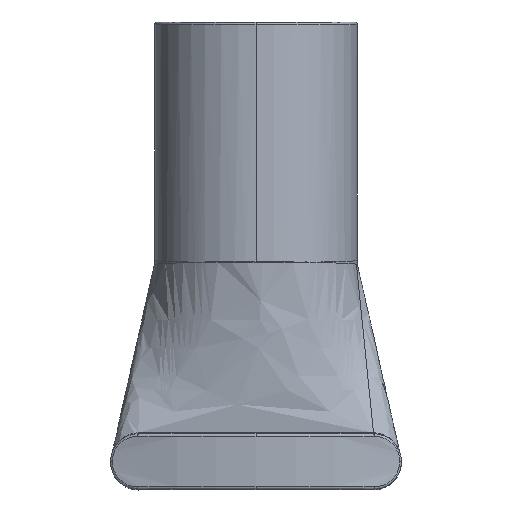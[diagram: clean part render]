
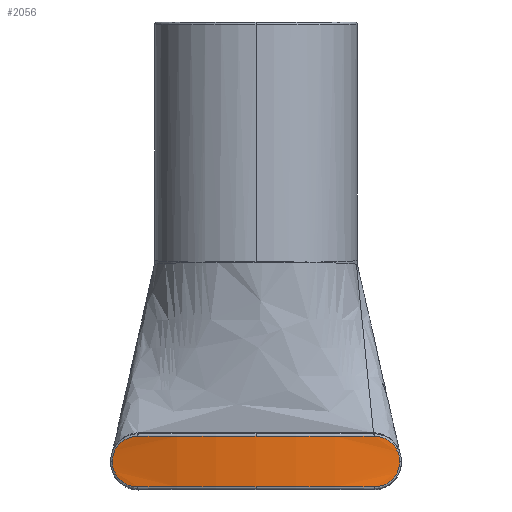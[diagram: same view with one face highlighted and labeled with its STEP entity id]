
A CAD part, top view. The second image highlights one B-rep face of the part: STEP entity #2056.
In plain terms, the highlighted cylindrical face has radius 18.241 mm (diameter 36.481 mm), a partial arc.
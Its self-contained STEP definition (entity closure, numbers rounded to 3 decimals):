
#16 = AXIS2_PLACEMENT_3D ( 'NONE', #2380, #1148, #3154 ) ;
#54 = DIRECTION ( 'NONE',  ( 0., -1., 0. ) ) ;
#83 = EDGE_CURVE ( 'NONE', #1600, #2193, #2972, .T. ) ;
#90 = CARTESIAN_POINT ( 'NONE',  ( 5.549, 1.613, 5.136 ) ) ;
#98 = ORIENTED_EDGE ( 'NONE', *, *, #2579, .T. ) ;
#123 = CARTESIAN_POINT ( 'NONE',  ( -5.473, 0.476, 5.16 ) ) ;
#125 = CARTESIAN_POINT ( 'NONE',  ( 4.936, 0.126, 5.32 ) ) ;
#155 = CARTESIAN_POINT ( 'NONE',  ( -5.681, 1.235, 5.093 ) ) ;
#214 = ORIENTED_EDGE ( 'NONE', *, *, #516, .T. ) ;
#273 = ORIENTED_EDGE ( 'NONE', *, *, #83, .T. ) ;
#296 = ORIENTED_EDGE ( 'NONE', *, *, #1951, .T. ) ;
#323 = FACE_OUTER_BOUND ( 'NONE', #519, .T. ) ;
#332 = EDGE_CURVE ( 'NONE', #976, #1221, #2687, .T. ) ;
#370 = CARTESIAN_POINT ( 'NONE',  ( -4.806, 2.1, 5.356 ) ) ;
#398 = AXIS2_PLACEMENT_3D ( 'NONE', #2295, #54, #2480 ) ;
#401 = CARTESIAN_POINT ( 'NONE',  ( 5.681, 0.965, 5.093 ) ) ;
#427 = EDGE_CURVE ( 'NONE', #1221, #1600, #1098, .T. ) ;
#487 = ORIENTED_EDGE ( 'NONE', *, *, #332, .T. ) ;
#516 = EDGE_CURVE ( 'NONE', #993, #2750, #2562, .T. ) ;
#519 = EDGE_LOOP ( 'NONE', ( #98, #487, #3108, #273, #296, #1959, #214, #847 ) ) ;
#592 = CARTESIAN_POINT ( 'NONE',  ( -4.676, 0.1, 5.391 ) ) ;
#625 = CARTESIAN_POINT ( 'NONE',  ( -5.681, 0.965, 5.093 ) ) ;
#628 = CARTESIAN_POINT ( 'NONE',  ( 5.175, 0.222, 5.251 ) ) ;
#657 = CARTESIAN_POINT ( 'NONE',  ( -5.175, 1.978, 5.251 ) ) ;
#702 = CARTESIAN_POINT ( 'NONE',  ( 0., 0.1, 6. ) ) ;
#780 = DIRECTION ( 'NONE',  ( 0., 1., 0. ) ) ;
#787 = CARTESIAN_POINT ( 'NONE',  ( 5.175, 1.978, 5.251 ) ) ;
#818 = DIRECTION ( 'NONE',  ( 0., 0., 1. ) ) ;
#847 = ORIENTED_EDGE ( 'NONE', *, *, #923, .T. ) ;
#886 = CARTESIAN_POINT ( 'NONE',  ( 0., 2.1, 6. ) ) ;
#923 = EDGE_CURVE ( 'NONE', #2750, #1906, #1501, .T. ) ;
#976 = VERTEX_POINT ( 'NONE', #886 ) ;
#982 = DIRECTION ( 'NONE',  ( 0., 1., 0. ) ) ;
#992 = CIRCLE ( 'NONE', #1983, 18.241 ) ;
#993 = VERTEX_POINT ( 'NONE', #2839 ) ;
#1008 = CARTESIAN_POINT ( 'NONE',  ( 4.806, 2.1, 5.356 ) ) ;
#1044 = DIRECTION ( 'NONE',  ( 0., -1., 0. ) ) ;
#1098 = B_SPLINE_CURVE_WITH_KNOTS ( 'NONE', 3,
 ( #2599, #370, #1340, #657, #2889, #1857, #1122, #1599, #155, #3140 ),
 .UNSPECIFIED., .F., .F.,
 ( 4, 2, 2, 2, 4 ),
 ( 0., 0., 0.001, 0.001, 0.002 ),
 .UNSPECIFIED. ) ;
#1107 = CARTESIAN_POINT ( 'NONE',  ( 5.286, 0.295, 5.218 ) ) ;
#1122 = CARTESIAN_POINT ( 'NONE',  ( -5.549, 1.612, 5.135 ) ) ;
#1148 = DIRECTION ( 'NONE',  ( 0., -1., 0. ) ) ;
#1177 = DIRECTION ( 'NONE',  ( 0., 0., 1. ) ) ;
#1221 = VERTEX_POINT ( 'NONE', #2181 ) ;
#1246 = CARTESIAN_POINT ( 'NONE',  ( 0., 0.1, -12.241 ) ) ;
#1271 = CARTESIAN_POINT ( 'NONE',  ( 5.681, 1.235, 5.093 ) ) ;
#1309 = CYLINDRICAL_SURFACE ( 'NONE', #16, 18.241 ) ;
#1340 = CARTESIAN_POINT ( 'NONE',  ( -4.936, 2.074, 5.32 ) ) ;
#1375 = CARTESIAN_POINT ( 'NONE',  ( -5.681, 1.1, 5.093 ) ) ;
#1377 = CARTESIAN_POINT ( 'NONE',  ( -4.676, 0.1, 5.391 ) ) ;
#1459 = VERTEX_POINT ( 'NONE', #702 ) ;
#1461 = CARTESIAN_POINT ( 'NONE',  ( 5.681, 1.1, 5.093 ) ) ;
#1501 = B_SPLINE_CURVE_WITH_KNOTS ( 'NONE', 3,
 ( #2315, #1271, #1740, #90, #2748, #1503, #787, #2255, #1008, #2022 ),
 .UNSPECIFIED., .F., .F.,
 ( 4, 2, 2, 2, 4 ),
 ( 0., 0., 0.001, 0.001, 0.002 ),
 .UNSPECIFIED. ) ;
#1503 = CARTESIAN_POINT ( 'NONE',  ( 5.285, 1.906, 5.218 ) ) ;
#1528 = DIRECTION ( 'NONE',  ( 0., 0., 1. ) ) ;
#1599 = CARTESIAN_POINT ( 'NONE',  ( -5.653, 1.368, 5.102 ) ) ;
#1600 = VERTEX_POINT ( 'NONE', #1375 ) ;
#1610 = CARTESIAN_POINT ( 'NONE',  ( -5.175, 0.222, 5.251 ) ) ;
#1642 = CARTESIAN_POINT ( 'NONE',  ( 5.473, 0.477, 5.16 ) ) ;
#1740 = CARTESIAN_POINT ( 'NONE',  ( 5.653, 1.369, 5.102 ) ) ;
#1773 = CARTESIAN_POINT ( 'NONE',  ( 4.676, 2.1, 5.391 ) ) ;
#1785 = CIRCLE ( 'NONE', #2360, 18.241 ) ;
#1821 = CARTESIAN_POINT ( 'NONE',  ( -4.806, 0.1, 5.356 ) ) ;
#1837 = CARTESIAN_POINT ( 'NONE',  ( -5.285, 0.294, 5.218 ) ) ;
#1857 = CARTESIAN_POINT ( 'NONE',  ( -5.473, 1.723, 5.16 ) ) ;
#1872 = CARTESIAN_POINT ( 'NONE',  ( 5.549, 0.588, 5.135 ) ) ;
#1886 = CARTESIAN_POINT ( 'NONE',  ( 4.806, 0.1, 5.356 ) ) ;
#1906 = VERTEX_POINT ( 'NONE', #1773 ) ;
#1951 = EDGE_CURVE ( 'NONE', #2193, #1459, #992, .T. ) ;
#1959 = ORIENTED_EDGE ( 'NONE', *, *, #2864, .T. ) ;
#1983 = AXIS2_PLACEMENT_3D ( 'NONE', #2476, #982, #1177 ) ;
#2022 = CARTESIAN_POINT ( 'NONE',  ( 4.676, 2.1, 5.391 ) ) ;
#2056 = ADVANCED_FACE ( 'NONE', ( #323 ), #1309, .T. ) ;
#2106 = CARTESIAN_POINT ( 'NONE',  ( 5.681, 1.1, 5.093 ) ) ;
#2181 = CARTESIAN_POINT ( 'NONE',  ( -4.676, 2.1, 5.391 ) ) ;
#2193 = VERTEX_POINT ( 'NONE', #1377 ) ;
#2255 = CARTESIAN_POINT ( 'NONE',  ( 4.934, 2.075, 5.32 ) ) ;
#2271 = AXIS2_PLACEMENT_3D ( 'NONE', #2765, #1044, #818 ) ;
#2295 = CARTESIAN_POINT ( 'NONE',  ( 0., 2.1, -12.241 ) ) ;
#2315 = CARTESIAN_POINT ( 'NONE',  ( 5.681, 1.1, 5.093 ) ) ;
#2360 = AXIS2_PLACEMENT_3D ( 'NONE', #1246, #780, #1528 ) ;
#2380 = CARTESIAN_POINT ( 'NONE',  ( 0., 2.2, -12.241 ) ) ;
#2476 = CARTESIAN_POINT ( 'NONE',  ( 0., 0.1, -12.241 ) ) ;
#2480 = DIRECTION ( 'NONE',  ( 0., 0., 1. ) ) ;
#2561 = CARTESIAN_POINT ( 'NONE',  ( -5.653, 0.831, 5.102 ) ) ;
#2562 = B_SPLINE_CURVE_WITH_KNOTS ( 'NONE', 3,
 ( #2843, #1886, #125, #628, #1107, #1642, #1872, #2612, #401, #2106 ),
 .UNSPECIFIED., .F., .F.,
 ( 4, 2, 2, 2, 4 ),
 ( 0., 0., 0.001, 0.001, 0.002 ),
 .UNSPECIFIED. ) ;
#2579 = EDGE_CURVE ( 'NONE', #1906, #976, #2893, .T. ) ;
#2595 = CARTESIAN_POINT ( 'NONE',  ( -4.934, 0.125, 5.32 ) ) ;
#2599 = CARTESIAN_POINT ( 'NONE',  ( -4.676, 2.1, 5.391 ) ) ;
#2612 = CARTESIAN_POINT ( 'NONE',  ( 5.653, 0.832, 5.102 ) ) ;
#2687 = CIRCLE ( 'NONE', #2271, 18.241 ) ;
#2748 = CARTESIAN_POINT ( 'NONE',  ( 5.473, 1.724, 5.16 ) ) ;
#2750 = VERTEX_POINT ( 'NONE', #1461 ) ;
#2765 = CARTESIAN_POINT ( 'NONE',  ( 0., 2.1, -12.241 ) ) ;
#2839 = CARTESIAN_POINT ( 'NONE',  ( 4.676, 0.1, 5.391 ) ) ;
#2841 = CARTESIAN_POINT ( 'NONE',  ( -5.681, 1.1, 5.093 ) ) ;
#2843 = CARTESIAN_POINT ( 'NONE',  ( 4.676, 0.1, 5.391 ) ) ;
#2864 = EDGE_CURVE ( 'NONE', #1459, #993, #1785, .T. ) ;
#2889 = CARTESIAN_POINT ( 'NONE',  ( -5.286, 1.905, 5.218 ) ) ;
#2893 = CIRCLE ( 'NONE', #398, 18.241 ) ;
#2972 = B_SPLINE_CURVE_WITH_KNOTS ( 'NONE', 3,
 ( #2841, #625, #2561, #3091, #123, #1837, #1610, #2595, #1821, #592 ),
 .UNSPECIFIED., .F., .F.,
 ( 4, 2, 2, 2, 4 ),
 ( 0., 0., 0.001, 0.001, 0.002 ),
 .UNSPECIFIED. ) ;
#3091 = CARTESIAN_POINT ( 'NONE',  ( -5.549, 0.587, 5.136 ) ) ;
#3108 = ORIENTED_EDGE ( 'NONE', *, *, #427, .T. ) ;
#3140 = CARTESIAN_POINT ( 'NONE',  ( -5.681, 1.1, 5.093 ) ) ;
#3154 = DIRECTION ( 'NONE',  ( 0., 0., -1. ) ) ;
